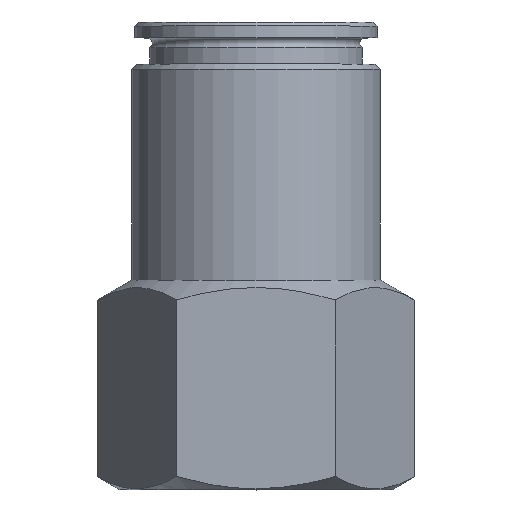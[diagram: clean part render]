
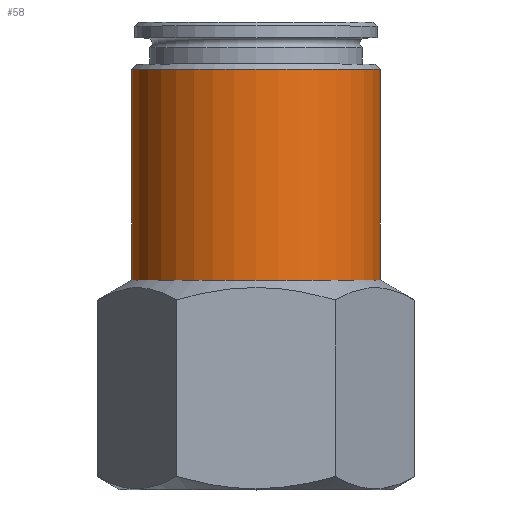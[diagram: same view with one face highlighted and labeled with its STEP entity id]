
A CAD part, top view. The second image highlights one B-rep face of the part: STEP entity #58.
In plain terms, the highlighted cylindrical face has radius 9.5 mm (diameter 19 mm), a full revolution.
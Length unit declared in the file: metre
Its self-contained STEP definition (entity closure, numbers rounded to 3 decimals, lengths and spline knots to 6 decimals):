
#58 = ADVANCED_FACE( 'NONE', ( #134, #135 ), #136, .T. );
#134 = FACE_OUTER_BOUND( '', #239, .T. );
#135 = FACE_OUTER_BOUND( '', #240, .T. );
#136 = CYLINDRICAL_SURFACE( '', #241, 0.0095 );
#239 = EDGE_LOOP( '', ( #349 ) );
#240 = EDGE_LOOP( '', ( #350 ) );
#241 = AXIS2_PLACEMENT_3D( '', #351, #352, #353 );
#349 = ORIENTED_EDGE( '', *, *, #523, .F. );
#350 = ORIENTED_EDGE( '', *, *, #524, .T. );
#351 = CARTESIAN_POINT( '', ( 0., -0.007064, 0. ) );
#352 = DIRECTION( '', ( 0., 1., 0. ) );
#353 = DIRECTION( '', ( 0., 0., -1. ) );
#523 = EDGE_CURVE( 'NONE', #600, #600, #601, .T. );
#524 = EDGE_CURVE( 'NONE', #602, #602, #603, .T. );
#600 = VERTEX_POINT( '', #720 );
#601 = CIRCLE( '', #721, 0.0095 );
#602 = VERTEX_POINT( '', #722 );
#603 = CIRCLE( '', #723, 0.0095 );
#720 = CARTESIAN_POINT( '', ( 0., 0.016, -0.0095 ) );
#721 = AXIS2_PLACEMENT_3D( '', #901, #902, #903 );
#722 = CARTESIAN_POINT( '', ( 0., 0.0321, -0.0095 ) );
#723 = AXIS2_PLACEMENT_3D( '', #904, #905, #906 );
#901 = CARTESIAN_POINT( '', ( 0., 0.016, 0. ) );
#902 = DIRECTION( '', ( 0., -1., 0. ) );
#903 = DIRECTION( '', ( 0., 0., -1. ) );
#904 = CARTESIAN_POINT( '', ( 0., 0.0321, 0. ) );
#905 = DIRECTION( '', ( 0., -1., 0. ) );
#906 = DIRECTION( '', ( 0., 0., -1. ) );
